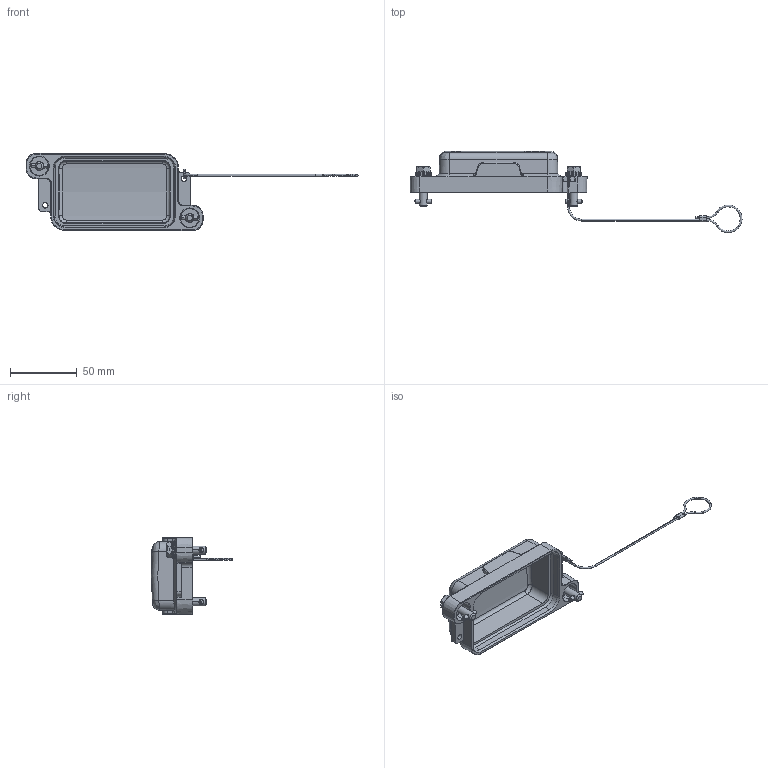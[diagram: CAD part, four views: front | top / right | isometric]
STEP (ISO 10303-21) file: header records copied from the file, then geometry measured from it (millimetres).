
FILE_DESCRIPTION(/* description */ (''),/* implementation_level */ '2;1');
FILE_NAME(/* name */ '3D_1136060408103_HP6B_H-MCV-2T_V1.1.STP',/* time_stamp */ '2023-12-20T10:12:38+08:00',/* author */ (''),/* organization */ (''),/* preprocessor_version */ 'ST-DEVELOPER v18.1',/* originating_system */ 'SIEMENS PLM Software NX 1980',/* authorisation */ '');
FILE_SCHEMA (('AP203_CONFIGURATION_CONTROLLED_3D_DESIGN_OF_MECHANICAL_PARTS_AND_ASSEMBLIES_MIM_LF { 1 0 10303 403 2 1 2}'));
Length unit declared in the file: millimetre
Products named in the file (1): temp
Bounding box: 249.37 x 61.2 x 57.99 mm (x, y, z)
Volume: 45239.4 mm3; surface area: 32614.9 mm2
Topology: 1 solids, 5 shells, 660 faces, 1723 edges, 1092 vertices
Faces by surface type: plane 264, cylinder 172, cone 82, bspline 74, torus 60, sphere 8
Entity records: 27467 total; most frequent: CARTESIAN_POINT 12792, ORIENTED_EDGE 3446, DIRECTION 2425, EDGE_CURVE 1723, VERTEX_POINT 1092, AXIS2_PLACEMENT_3D 897, B_SPLINE_CURVE_WITH_KNOTS 742, EDGE_LOOP 697
